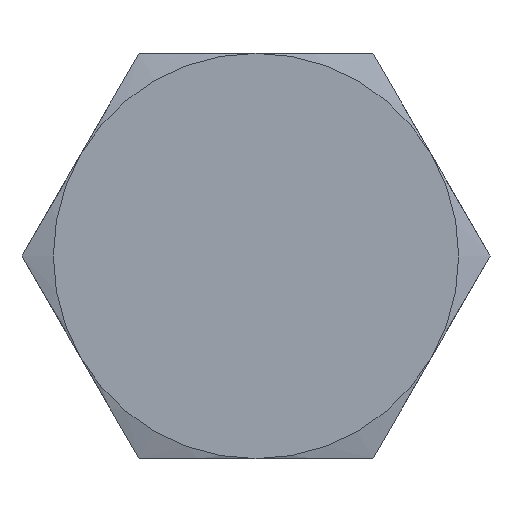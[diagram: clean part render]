
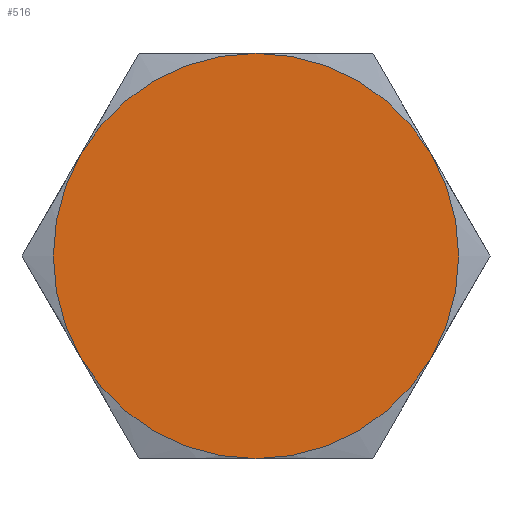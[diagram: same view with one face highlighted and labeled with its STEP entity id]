
A CAD part, left-side view. The second image highlights one B-rep face of the part: STEP entity #516.
In plain terms, the highlighted planar face has unit normal (-1, 0, 0).
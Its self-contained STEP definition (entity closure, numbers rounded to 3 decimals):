
#71=PLANE('',#590);
#197=ORIENTED_EDGE('',*,*,#261,.F.);
#198=ORIENTED_EDGE('',*,*,#260,.F.);
#199=ORIENTED_EDGE('',*,*,#259,.F.);
#200=ORIENTED_EDGE('',*,*,#258,.F.);
#201=ORIENTED_EDGE('',*,*,#262,.F.);
#202=ORIENTED_EDGE('',*,*,#257,.F.);
#257=EDGE_CURVE('',#301,#299,#328,.T.);
#258=EDGE_CURVE('',#308,#307,#329,.T.);
#259=EDGE_CURVE('',#307,#305,#330,.T.);
#260=EDGE_CURVE('',#305,#303,#331,.T.);
#261=EDGE_CURVE('',#303,#301,#332,.T.);
#262=EDGE_CURVE('',#299,#308,#333,.T.);
#299=VERTEX_POINT('',#976);
#301=VERTEX_POINT('',#988);
#303=VERTEX_POINT('',#1000);
#305=VERTEX_POINT('',#1012);
#307=VERTEX_POINT('',#1024);
#308=VERTEX_POINT('',#1034);
#328=CIRCLE('',#581,11.);
#329=CIRCLE('',#583,11.);
#330=CIRCLE('',#585,11.);
#331=CIRCLE('',#587,11.);
#332=CIRCLE('',#589,11.);
#333=CIRCLE('',#591,11.);
#400=EDGE_LOOP('',(#197,#198,#199,#200,#201,#202));
#469=FACE_BOUND('',#400,.T.);
#516=ADVANCED_FACE('',(#469),#71,.F.);
#581=AXIS2_PLACEMENT_3D('',#1040,#707,#708);
#583=AXIS2_PLACEMENT_3D('',#1042,#711,#712);
#585=AXIS2_PLACEMENT_3D('',#1044,#715,#716);
#587=AXIS2_PLACEMENT_3D('',#1046,#719,#720);
#589=AXIS2_PLACEMENT_3D('',#1048,#723,#724);
#590=AXIS2_PLACEMENT_3D('',#1049,#725,#726);
#591=AXIS2_PLACEMENT_3D('',#1050,#727,#728);
#707=DIRECTION('',(1.,0.,0.));
#708=DIRECTION('',(0.,0.,-1.));
#711=DIRECTION('',(1.,0.,0.));
#712=DIRECTION('',(0.,0.,-1.));
#715=DIRECTION('',(1.,0.,0.));
#716=DIRECTION('',(0.,0.,-1.));
#719=DIRECTION('',(1.,0.,0.));
#720=DIRECTION('',(0.,0.,-1.));
#723=DIRECTION('',(1.,0.,0.));
#724=DIRECTION('',(0.,0.,-1.));
#725=DIRECTION('',(1.,0.,0.));
#726=DIRECTION('',(0.,0.,-1.));
#727=DIRECTION('',(1.,0.,0.));
#728=DIRECTION('',(0.,0.,-1.));
#976=CARTESIAN_POINT('',(0.,0.,11.));
#988=CARTESIAN_POINT('',(0.,9.526,5.5));
#1000=CARTESIAN_POINT('',(0.,9.526,-5.5));
#1012=CARTESIAN_POINT('',(0.,0.,-11.));
#1024=CARTESIAN_POINT('',(0.,-9.526,-5.5));
#1034=CARTESIAN_POINT('',(0.,-9.526,5.5));
#1040=CARTESIAN_POINT('',(0.,0.,0.));
#1042=CARTESIAN_POINT('',(0.,0.,0.));
#1044=CARTESIAN_POINT('',(0.,0.,0.));
#1046=CARTESIAN_POINT('',(0.,0.,0.));
#1048=CARTESIAN_POINT('',(0.,0.,0.));
#1049=CARTESIAN_POINT('',(0.,0.,0.));
#1050=CARTESIAN_POINT('',(0.,0.,0.));
